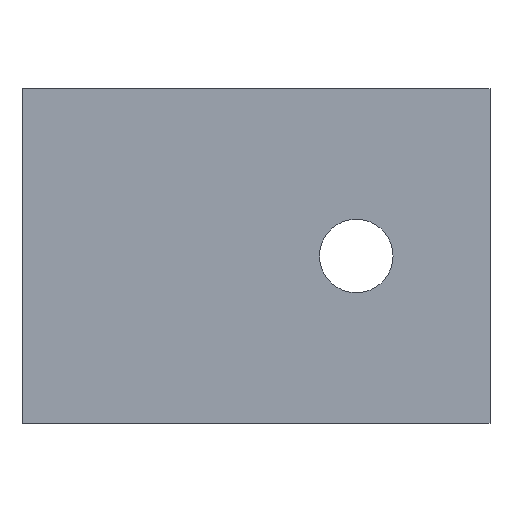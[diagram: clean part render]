
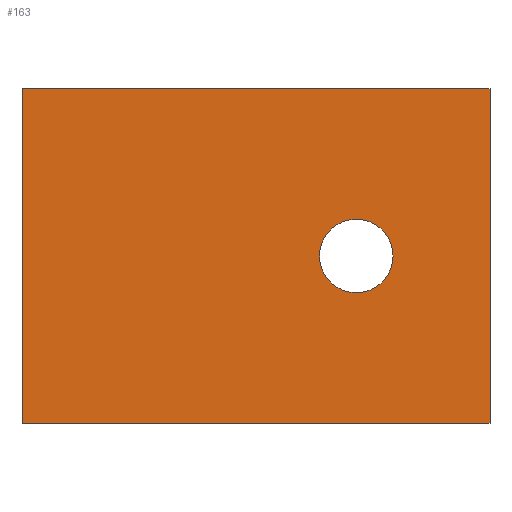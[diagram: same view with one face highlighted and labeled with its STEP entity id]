
A CAD part, front view. The second image highlights one B-rep face of the part: STEP entity #163.
In plain terms, the highlighted planar face has unit normal (0, -1, 0).
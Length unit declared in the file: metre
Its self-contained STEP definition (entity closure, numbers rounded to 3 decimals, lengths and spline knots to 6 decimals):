
#14=CIRCLE('',#187,0.0055);
#44=ORIENTED_EDGE('',*,*,#74,.F.);
#45=ORIENTED_EDGE('',*,*,#70,.F.);
#46=ORIENTED_EDGE('',*,*,#73,.F.);
#47=ORIENTED_EDGE('',*,*,#61,.T.);
#48=ORIENTED_EDGE('',*,*,#66,.T.);
#61=EDGE_CURVE('',#81,#80,#95,.T.);
#66=EDGE_CURVE('',#80,#84,#100,.T.);
#70=EDGE_CURVE('',#86,#84,#104,.T.);
#73=EDGE_CURVE('',#81,#86,#106,.T.);
#74=EDGE_CURVE('',#88,#88,#14,.T.);
#80=VERTEX_POINT('',#246);
#81=VERTEX_POINT('',#248);
#84=VERTEX_POINT('',#256);
#86=VERTEX_POINT('',#263);
#88=VERTEX_POINT('',#273);
#95=LINE('',#247,#113);
#100=LINE('',#257,#118);
#104=LINE('',#264,#122);
#106=LINE('',#270,#124);
#113=VECTOR('',#202,1.);
#118=VECTOR('',#209,1.);
#122=VECTOR('',#215,1.);
#124=VECTOR('',#223,1.);
#132=EDGE_LOOP('',(#44));
#133=EDGE_LOOP('',(#45,#46,#47,#48));
#144=FACE_BOUND('',#132,.T.);
#145=FACE_BOUND('',#133,.T.);
#155=PLANE('',#186);
#163=ADVANCED_FACE('',(#144,#145),#155,.T.);
#186=AXIS2_PLACEMENT_3D('',#271,#224,#225);
#187=AXIS2_PLACEMENT_3D('',#272,#226,#227);
#202=DIRECTION('',(1.,0.,0.));
#209=DIRECTION('',(0.,0.,1.));
#215=DIRECTION('',(1.,0.,0.));
#223=DIRECTION('',(0.,0.,1.));
#224=DIRECTION('',(0.,-1.,0.));
#225=DIRECTION('',(1.,0.,0.));
#226=DIRECTION('',(0.,-1.,0.));
#227=DIRECTION('',(0.,0.,-1.));
#246=CARTESIAN_POINT('',(0.05,-0.01,0.));
#247=CARTESIAN_POINT('',(0.025,-0.01,0.));
#248=CARTESIAN_POINT('',(-0.02,-0.01,0.));
#256=CARTESIAN_POINT('',(0.05,-0.01,0.05));
#257=CARTESIAN_POINT('',(0.05,-0.01,0.025));
#263=CARTESIAN_POINT('',(-0.02,-0.01,0.05));
#264=CARTESIAN_POINT('',(0.025,-0.01,0.05));
#270=CARTESIAN_POINT('',(-0.02,-0.01,0.025));
#271=CARTESIAN_POINT('',(0.015,-0.01,0.025));
#272=CARTESIAN_POINT('',(0.03,-0.01,0.025));
#273=CARTESIAN_POINT('',(0.03,-0.01,0.0195));
